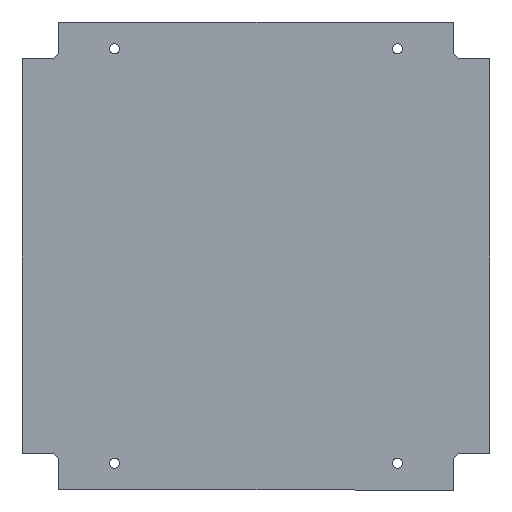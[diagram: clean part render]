
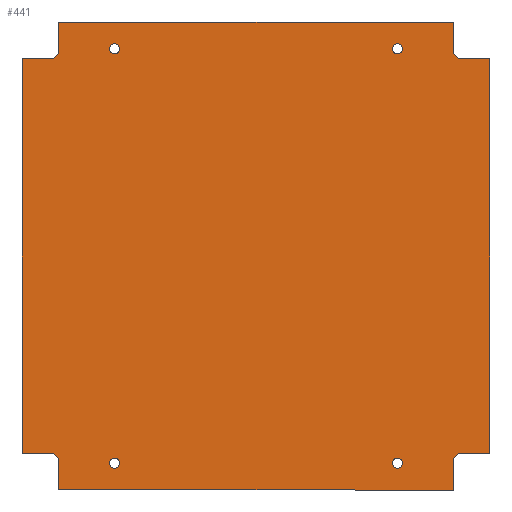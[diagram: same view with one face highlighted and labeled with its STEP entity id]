
A CAD part, left-side view. The second image highlights one B-rep face of the part: STEP entity #441.
In plain terms, the highlighted planar face has unit normal (-1, 0, 0).
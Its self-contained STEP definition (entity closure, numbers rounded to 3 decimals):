
#15=FACE_BOUND('',#80,.T.);
#16=FACE_BOUND('',#81,.T.);
#17=FACE_BOUND('',#82,.T.);
#18=FACE_BOUND('',#83,.T.);
#35=PLANE('',#493);
#57=FACE_OUTER_BOUND('',#79,.T.);
#79=EDGE_LOOP('',(#373,#374,#375,#376,#377,#378,#379,#380,#381,#382,#383,
#384,#385,#386,#387,#388));
#80=EDGE_LOOP('',(#389));
#81=EDGE_LOOP('',(#390));
#82=EDGE_LOOP('',(#391));
#83=EDGE_LOOP('',(#392));
#96=LINE('',#655,#140);
#99=LINE('',#661,#143);
#102=LINE('',#667,#146);
#106=LINE('',#679,#150);
#109=LINE('',#685,#153);
#112=LINE('',#691,#156);
#116=LINE('',#703,#160);
#119=LINE('',#709,#163);
#122=LINE('',#715,#166);
#126=LINE('',#727,#170);
#129=LINE('',#733,#173);
#132=LINE('',#737,#176);
#140=VECTOR('',#536,10.);
#143=VECTOR('',#541,10.);
#146=VECTOR('',#546,10.);
#150=VECTOR('',#558,10.);
#153=VECTOR('',#563,10.);
#156=VECTOR('',#568,10.);
#160=VECTOR('',#580,10.);
#163=VECTOR('',#585,10.);
#166=VECTOR('',#590,10.);
#170=VECTOR('',#602,10.);
#173=VECTOR('',#607,10.);
#176=VECTOR('',#612,10.);
#178=CIRCLE('',#459,1.025);
#180=CIRCLE('',#462,1.025);
#182=CIRCLE('',#465,1.025);
#184=CIRCLE('',#468,1.025);
#186=CIRCLE('',#471,1.5);
#188=CIRCLE('',#477,1.5);
#190=CIRCLE('',#483,1.5);
#192=CIRCLE('',#489,1.5);
#194=VERTEX_POINT('',#621);
#196=VERTEX_POINT('',#627);
#198=VERTEX_POINT('',#633);
#200=VERTEX_POINT('',#639);
#203=VERTEX_POINT('',#646);
#204=VERTEX_POINT('',#648);
#206=VERTEX_POINT('',#654);
#208=VERTEX_POINT('',#660);
#210=VERTEX_POINT('',#666);
#212=VERTEX_POINT('',#672);
#214=VERTEX_POINT('',#678);
#216=VERTEX_POINT('',#684);
#218=VERTEX_POINT('',#690);
#220=VERTEX_POINT('',#696);
#222=VERTEX_POINT('',#702);
#224=VERTEX_POINT('',#708);
#226=VERTEX_POINT('',#714);
#228=VERTEX_POINT('',#720);
#230=VERTEX_POINT('',#726);
#232=VERTEX_POINT('',#732);
#235=EDGE_CURVE('',#194,#194,#178,.T.);
#238=EDGE_CURVE('',#196,#196,#180,.T.);
#241=EDGE_CURVE('',#198,#198,#182,.T.);
#244=EDGE_CURVE('',#200,#200,#184,.T.);
#247=EDGE_CURVE('',#204,#203,#186,.T.);
#250=EDGE_CURVE('',#206,#204,#96,.T.);
#253=EDGE_CURVE('',#208,#206,#99,.T.);
#256=EDGE_CURVE('',#210,#208,#102,.T.);
#259=EDGE_CURVE('',#212,#210,#188,.T.);
#262=EDGE_CURVE('',#214,#212,#106,.T.);
#265=EDGE_CURVE('',#216,#214,#109,.T.);
#268=EDGE_CURVE('',#218,#216,#112,.T.);
#271=EDGE_CURVE('',#220,#218,#190,.T.);
#274=EDGE_CURVE('',#222,#220,#116,.T.);
#277=EDGE_CURVE('',#224,#222,#119,.T.);
#280=EDGE_CURVE('',#226,#224,#122,.T.);
#283=EDGE_CURVE('',#228,#226,#192,.T.);
#286=EDGE_CURVE('',#230,#228,#126,.T.);
#289=EDGE_CURVE('',#232,#230,#129,.T.);
#292=EDGE_CURVE('',#203,#232,#132,.T.);
#373=ORIENTED_EDGE('',*,*,#292,.T.);
#374=ORIENTED_EDGE('',*,*,#289,.T.);
#375=ORIENTED_EDGE('',*,*,#286,.T.);
#376=ORIENTED_EDGE('',*,*,#283,.T.);
#377=ORIENTED_EDGE('',*,*,#280,.T.);
#378=ORIENTED_EDGE('',*,*,#277,.T.);
#379=ORIENTED_EDGE('',*,*,#274,.T.);
#380=ORIENTED_EDGE('',*,*,#271,.T.);
#381=ORIENTED_EDGE('',*,*,#268,.T.);
#382=ORIENTED_EDGE('',*,*,#265,.T.);
#383=ORIENTED_EDGE('',*,*,#262,.T.);
#384=ORIENTED_EDGE('',*,*,#259,.T.);
#385=ORIENTED_EDGE('',*,*,#256,.T.);
#386=ORIENTED_EDGE('',*,*,#253,.T.);
#387=ORIENTED_EDGE('',*,*,#250,.T.);
#388=ORIENTED_EDGE('',*,*,#247,.T.);
#389=ORIENTED_EDGE('',*,*,#244,.T.);
#390=ORIENTED_EDGE('',*,*,#241,.T.);
#391=ORIENTED_EDGE('',*,*,#238,.T.);
#392=ORIENTED_EDGE('',*,*,#235,.T.);
#441=ADVANCED_FACE('',(#57,#15,#16,#17,#18),#35,.T.);
#459=AXIS2_PLACEMENT_3D('',#623,#502,#503);
#462=AXIS2_PLACEMENT_3D('',#629,#509,#510);
#465=AXIS2_PLACEMENT_3D('',#635,#516,#517);
#468=AXIS2_PLACEMENT_3D('',#641,#523,#524);
#471=AXIS2_PLACEMENT_3D('',#649,#530,#531);
#477=AXIS2_PLACEMENT_3D('',#673,#552,#553);
#483=AXIS2_PLACEMENT_3D('',#697,#574,#575);
#489=AXIS2_PLACEMENT_3D('',#721,#596,#597);
#493=AXIS2_PLACEMENT_3D('',#738,#613,#614);
#502=DIRECTION('center_axis',(1.,0.,0.));
#503=DIRECTION('ref_axis',(0.,0.,1.));
#509=DIRECTION('center_axis',(1.,0.,0.));
#510=DIRECTION('ref_axis',(0.,0.,1.));
#516=DIRECTION('center_axis',(1.,0.,0.));
#517=DIRECTION('ref_axis',(0.,0.,1.));
#523=DIRECTION('center_axis',(1.,0.,0.));
#524=DIRECTION('ref_axis',(0.,0.,1.));
#530=DIRECTION('center_axis',(1.,0.,0.));
#531=DIRECTION('ref_axis',(0.,-1.,0.));
#536=DIRECTION('',(0.,-1.,0.));
#541=DIRECTION('',(0.,0.,-1.));
#546=DIRECTION('',(0.,1.,0.));
#552=DIRECTION('center_axis',(1.,0.,0.));
#553=DIRECTION('ref_axis',(0.,0.,-1.));
#558=DIRECTION('',(0.,0.,-1.));
#563=DIRECTION('',(0.,1.,0.));
#568=DIRECTION('',(0.,0.,1.));
#574=DIRECTION('center_axis',(1.,0.,0.));
#575=DIRECTION('ref_axis',(0.,1.,0.));
#580=DIRECTION('',(0.,1.,0.));
#585=DIRECTION('',(0.,0.,1.));
#590=DIRECTION('',(0.,-1.,0.));
#596=DIRECTION('center_axis',(1.,0.,0.));
#597=DIRECTION('ref_axis',(0.,0.,1.));
#602=DIRECTION('',(0.,0.,1.));
#607=DIRECTION('',(0.,-1.,0.));
#612=DIRECTION('',(0.,0.,-1.));
#613=DIRECTION('center_axis',(-1.,0.,0.));
#614=DIRECTION('ref_axis',(0.,0.,1.));
#621=CARTESIAN_POINT('',(-14.975,19.,89.475));
#623=CARTESIAN_POINT('Origin',(-14.975,19.,90.5));
#627=CARTESIAN_POINT('',(-14.975,77.,4.475));
#629=CARTESIAN_POINT('Origin',(-14.975,77.,5.5));
#633=CARTESIAN_POINT('',(-14.975,19.,4.475));
#635=CARTESIAN_POINT('Origin',(-14.975,19.,5.5));
#639=CARTESIAN_POINT('',(-14.975,77.,89.475));
#641=CARTESIAN_POINT('Origin',(-14.975,77.,90.5));
#646=CARTESIAN_POINT('',(-14.975,88.5,6.));
#648=CARTESIAN_POINT('',(-14.975,90.,7.5));
#649=CARTESIAN_POINT('Origin',(-14.975,90.,6.));
#654=CARTESIAN_POINT('',(-14.975,96.,7.5));
#655=CARTESIAN_POINT('',(-14.975,96.,7.5));
#660=CARTESIAN_POINT('',(-14.975,96.,88.5));
#661=CARTESIAN_POINT('',(-14.975,96.,88.5));
#666=CARTESIAN_POINT('',(-14.975,90.,88.5));
#667=CARTESIAN_POINT('',(-14.975,90.,88.5));
#672=CARTESIAN_POINT('',(-14.975,88.5,90.));
#673=CARTESIAN_POINT('Origin',(-14.975,90.,90.));
#678=CARTESIAN_POINT('',(-14.975,88.5,96.));
#679=CARTESIAN_POINT('',(-14.975,88.5,96.));
#684=CARTESIAN_POINT('',(-14.975,7.5,96.));
#685=CARTESIAN_POINT('',(-14.975,7.5,96.));
#690=CARTESIAN_POINT('',(-14.975,7.5,90.));
#691=CARTESIAN_POINT('',(-14.975,7.5,90.));
#696=CARTESIAN_POINT('',(-14.975,6.,88.5));
#697=CARTESIAN_POINT('Origin',(-14.975,6.,90.));
#702=CARTESIAN_POINT('',(-14.975,0.,88.5));
#703=CARTESIAN_POINT('',(-14.975,0.,88.5));
#708=CARTESIAN_POINT('',(-14.975,0.,7.5));
#709=CARTESIAN_POINT('',(-14.975,0.,7.5));
#714=CARTESIAN_POINT('',(-14.975,6.,7.5));
#715=CARTESIAN_POINT('',(-14.975,6.,7.5));
#720=CARTESIAN_POINT('',(-14.975,7.5,6.));
#721=CARTESIAN_POINT('Origin',(-14.975,6.,6.));
#726=CARTESIAN_POINT('',(-14.975,7.5,0.));
#727=CARTESIAN_POINT('',(-14.975,7.5,0.));
#732=CARTESIAN_POINT('',(-14.975,88.5,0.));
#733=CARTESIAN_POINT('',(-14.975,88.5,0.));
#737=CARTESIAN_POINT('',(-14.975,88.5,6.));
#738=CARTESIAN_POINT('Origin',(-14.975,48.,48.));
